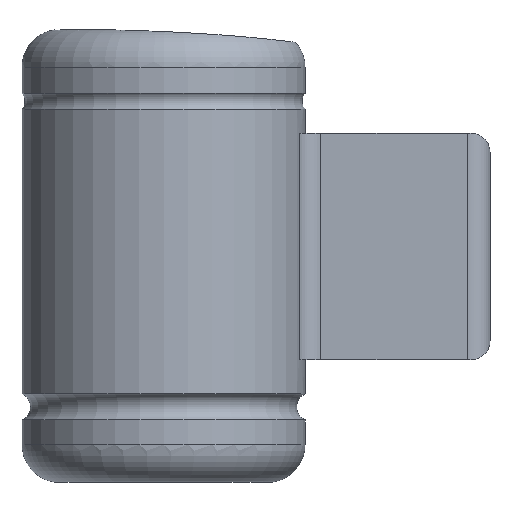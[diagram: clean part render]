
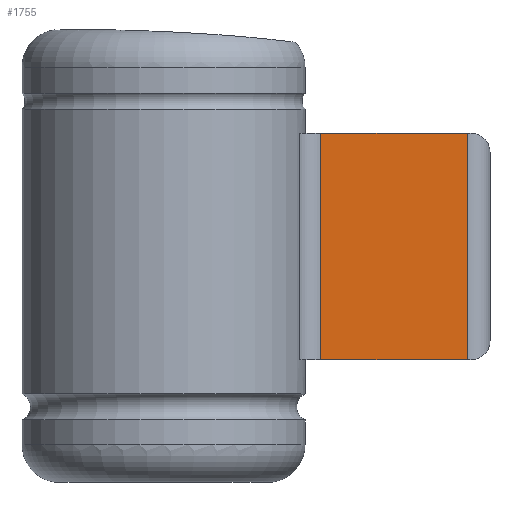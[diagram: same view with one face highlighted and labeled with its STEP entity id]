
A CAD part, front view. The second image highlights one B-rep face of the part: STEP entity #1755.
In plain terms, the highlighted planar face has unit normal (0, -1, 0).
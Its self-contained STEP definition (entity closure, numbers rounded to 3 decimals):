
#100 = CYLINDRICAL_SURFACE('',#101,1.2);
#101 = AXIS2_PLACEMENT_3D('',#102,#103,#104);
#102 = CARTESIAN_POINT('',(61.1,-0.1,-58.));
#103 = DIRECTION('',(0.,0.,-1.));
#104 = DIRECTION('',(1.,0.,0.));
#394 = PLANE('',#395);
#395 = AXIS2_PLACEMENT_3D('',#396,#397,#398);
#396 = CARTESIAN_POINT('',(52.3,1.3,-58.));
#397 = DIRECTION('',(0.,0.,-1.));
#398 = DIRECTION('',(1.,0.,0.));
#455 = PLANE('',#456);
#456 = AXIS2_PLACEMENT_3D('',#457,#458,#459);
#457 = CARTESIAN_POINT('',(52.3,1.3,-70.));
#458 = DIRECTION('',(0.,0.,-1.));
#459 = DIRECTION('',(1.,0.,0.));
#1237 = VERTEX_POINT('',#1238);
#1238 = CARTESIAN_POINT('',(61.1,-1.3,-58.));
#1260 = EDGE_CURVE('',#1237,#1261,#1263,.T.);
#1261 = VERTEX_POINT('',#1262);
#1262 = CARTESIAN_POINT('',(61.1,-1.3,-70.));
#1263 = SURFACE_CURVE('',#1264,(#1268,#1275),.PCURVE_S1.);
#1264 = LINE('',#1265,#1266);
#1265 = CARTESIAN_POINT('',(61.1,-1.3,-58.));
#1266 = VECTOR('',#1267,1.);
#1267 = DIRECTION('',(0.,0.,-1.));
#1268 = PCURVE('',#100,#1269);
#1269 = DEFINITIONAL_REPRESENTATION('',(#1270),#1274);
#1270 = LINE('',#1271,#1272);
#1271 = CARTESIAN_POINT('',(1.571,0.));
#1272 = VECTOR('',#1273,1.);
#1273 = DIRECTION('',(0.,1.));
#1274 = ( GEOMETRIC_REPRESENTATION_CONTEXT(2) 
PARAMETRIC_REPRESENTATION_CONTEXT() REPRESENTATION_CONTEXT('2D SPACE',''
  ) );
#1275 = PCURVE('',#1276,#1281);
#1276 = PLANE('',#1277);
#1277 = AXIS2_PLACEMENT_3D('',#1278,#1279,#1280);
#1278 = CARTESIAN_POINT('',(52.3,-1.3,-58.));
#1279 = DIRECTION('',(0.,-1.,0.));
#1280 = DIRECTION('',(0.,0.,-1.));
#1281 = DEFINITIONAL_REPRESENTATION('',(#1282),#1286);
#1282 = LINE('',#1283,#1284);
#1283 = CARTESIAN_POINT('',(0.,8.8));
#1284 = VECTOR('',#1285,1.);
#1285 = DIRECTION('',(1.,0.));
#1286 = ( GEOMETRIC_REPRESENTATION_CONTEXT(2) 
PARAMETRIC_REPRESENTATION_CONTEXT() REPRESENTATION_CONTEXT('2D SPACE',''
  ) );
#1313 = EDGE_CURVE('',#1314,#1237,#1316,.T.);
#1314 = VERTEX_POINT('',#1315);
#1315 = CARTESIAN_POINT('',(53.333,-1.3,-58.));
#1316 = SURFACE_CURVE('',#1317,(#1321,#1328),.PCURVE_S1.);
#1317 = LINE('',#1318,#1319);
#1318 = CARTESIAN_POINT('',(52.3,-1.3,-58.));
#1319 = VECTOR('',#1320,1.);
#1320 = DIRECTION('',(1.,0.,0.));
#1321 = PCURVE('',#394,#1322);
#1322 = DEFINITIONAL_REPRESENTATION('',(#1323),#1327);
#1323 = LINE('',#1324,#1325);
#1324 = CARTESIAN_POINT('',(0.,2.6));
#1325 = VECTOR('',#1326,1.);
#1326 = DIRECTION('',(1.,0.));
#1327 = ( GEOMETRIC_REPRESENTATION_CONTEXT(2) 
PARAMETRIC_REPRESENTATION_CONTEXT() REPRESENTATION_CONTEXT('2D SPACE',''
  ) );
#1328 = PCURVE('',#1276,#1329);
#1329 = DEFINITIONAL_REPRESENTATION('',(#1330),#1334);
#1330 = LINE('',#1331,#1332);
#1331 = CARTESIAN_POINT('',(0.,0.));
#1332 = VECTOR('',#1333,1.);
#1333 = DIRECTION('',(0.,1.));
#1334 = ( GEOMETRIC_REPRESENTATION_CONTEXT(2) 
PARAMETRIC_REPRESENTATION_CONTEXT() REPRESENTATION_CONTEXT('2D SPACE',''
  ) );
#1357 = CYLINDRICAL_SURFACE('',#1358,1.2);
#1358 = AXIS2_PLACEMENT_3D('',#1359,#1360,#1361);
#1359 = CARTESIAN_POINT('',(53.333,-2.5,-58.));
#1360 = DIRECTION('',(0.,0.,-1.));
#1361 = DIRECTION('',(0.,1.,0.));
#1579 = EDGE_CURVE('',#1580,#1261,#1582,.T.);
#1580 = VERTEX_POINT('',#1581);
#1581 = CARTESIAN_POINT('',(53.333,-1.3,-70.));
#1582 = SURFACE_CURVE('',#1583,(#1587,#1594),.PCURVE_S1.);
#1583 = LINE('',#1584,#1585);
#1584 = CARTESIAN_POINT('',(52.3,-1.3,-70.));
#1585 = VECTOR('',#1586,1.);
#1586 = DIRECTION('',(1.,0.,0.));
#1587 = PCURVE('',#455,#1588);
#1588 = DEFINITIONAL_REPRESENTATION('',(#1589),#1593);
#1589 = LINE('',#1590,#1591);
#1590 = CARTESIAN_POINT('',(0.,2.6));
#1591 = VECTOR('',#1592,1.);
#1592 = DIRECTION('',(1.,0.));
#1593 = ( GEOMETRIC_REPRESENTATION_CONTEXT(2) 
PARAMETRIC_REPRESENTATION_CONTEXT() REPRESENTATION_CONTEXT('2D SPACE',''
  ) );
#1594 = PCURVE('',#1276,#1595);
#1595 = DEFINITIONAL_REPRESENTATION('',(#1596),#1600);
#1596 = LINE('',#1597,#1598);
#1597 = CARTESIAN_POINT('',(12.,0.));
#1598 = VECTOR('',#1599,1.);
#1599 = DIRECTION('',(0.,1.));
#1600 = ( GEOMETRIC_REPRESENTATION_CONTEXT(2) 
PARAMETRIC_REPRESENTATION_CONTEXT() REPRESENTATION_CONTEXT('2D SPACE',''
  ) );
#1755 = ADVANCED_FACE('',(#1756),#1276,.T.);
#1756 = FACE_BOUND('',#1757,.T.);
#1757 = EDGE_LOOP('',(#1758,#1759,#1780,#1781));
#1758 = ORIENTED_EDGE('',*,*,#1313,.F.);
#1759 = ORIENTED_EDGE('',*,*,#1760,.T.);
#1760 = EDGE_CURVE('',#1314,#1580,#1761,.T.);
#1761 = SURFACE_CURVE('',#1762,(#1766,#1773),.PCURVE_S1.);
#1762 = LINE('',#1763,#1764);
#1763 = CARTESIAN_POINT('',(53.333,-1.3,-58.));
#1764 = VECTOR('',#1765,1.);
#1765 = DIRECTION('',(0.,0.,-1.));
#1766 = PCURVE('',#1276,#1767);
#1767 = DEFINITIONAL_REPRESENTATION('',(#1768),#1772);
#1768 = LINE('',#1769,#1770);
#1769 = CARTESIAN_POINT('',(0.,1.033));
#1770 = VECTOR('',#1771,1.);
#1771 = DIRECTION('',(1.,0.));
#1772 = ( GEOMETRIC_REPRESENTATION_CONTEXT(2) 
PARAMETRIC_REPRESENTATION_CONTEXT() REPRESENTATION_CONTEXT('2D SPACE',''
  ) );
#1773 = PCURVE('',#1357,#1774);
#1774 = DEFINITIONAL_REPRESENTATION('',(#1775),#1779);
#1775 = LINE('',#1776,#1777);
#1776 = CARTESIAN_POINT('',(0.,0.));
#1777 = VECTOR('',#1778,1.);
#1778 = DIRECTION('',(0.,1.));
#1779 = ( GEOMETRIC_REPRESENTATION_CONTEXT(2) 
PARAMETRIC_REPRESENTATION_CONTEXT() REPRESENTATION_CONTEXT('2D SPACE',''
  ) );
#1780 = ORIENTED_EDGE('',*,*,#1579,.T.);
#1781 = ORIENTED_EDGE('',*,*,#1260,.F.);
